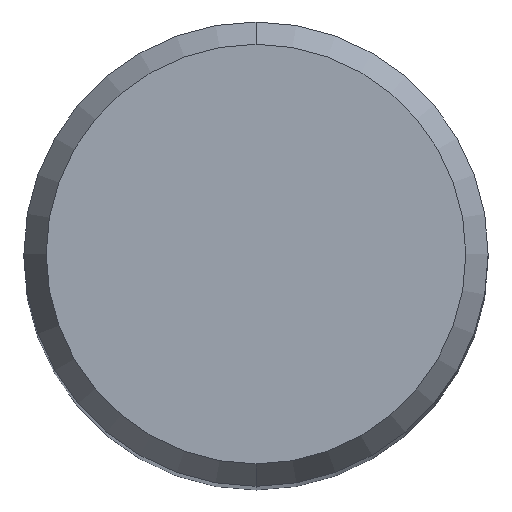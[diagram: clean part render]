
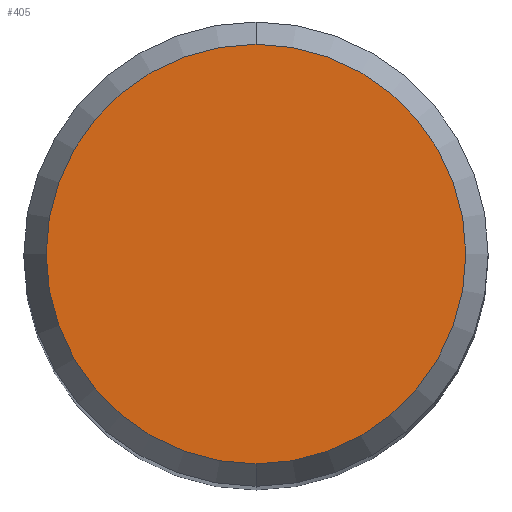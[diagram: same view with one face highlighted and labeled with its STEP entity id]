
A CAD part, top view. The second image highlights one B-rep face of the part: STEP entity #405.
In plain terms, the highlighted planar face has unit normal (0, 0, 1).
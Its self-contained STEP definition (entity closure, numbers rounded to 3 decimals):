
#185=VERTEX_POINT('',#480);
#283=EDGE_CURVE('',#185,#433,#589,.T.);
#371=EDGE_CURVE('',#433,#185,#685,.T.);
#405=ADVANCED_FACE('',(#720),#721,.T.);
#433=VERTEX_POINT('',#752);
#480=CARTESIAN_POINT('',(0.,-5.423,54.047));
#589=CIRCLE('',#1049,5.423);
#685=CIRCLE('',#1243,5.423);
#720=FACE_OUTER_BOUND('',#1315,.T.);
#721=PLANE('',#1316);
#752=CARTESIAN_POINT('',(0.0,5.423,54.047));
#1049=AXIS2_PLACEMENT_3D('',#1579,#1580,#1581);
#1243=AXIS2_PLACEMENT_3D('',#1683,#1684,#1685);
#1315=EDGE_LOOP('',(#1706,#1707));
#1316=AXIS2_PLACEMENT_3D('',#1708,#1709,#1710);
#1579=CARTESIAN_POINT('',(0.0,0.0,54.047));
#1580=DIRECTION('',(0.0,0.0,-1.0));
#1581=DIRECTION('',(0.0,1.0,0.0));
#1683=CARTESIAN_POINT('',(0.0,0.0,54.047));
#1684=DIRECTION('',(0.0,0.0,-1.0));
#1685=DIRECTION('',(0.0,1.0,0.0));
#1706=ORIENTED_EDGE('',*,*,#371,.F.);
#1707=ORIENTED_EDGE('',*,*,#283,.F.);
#1708=CARTESIAN_POINT('',(0.0,2.711,54.047));
#1709=DIRECTION('',(-0.0,0.0,1.0));
#1710=DIRECTION('',(0.0,-1.0,0.0));
